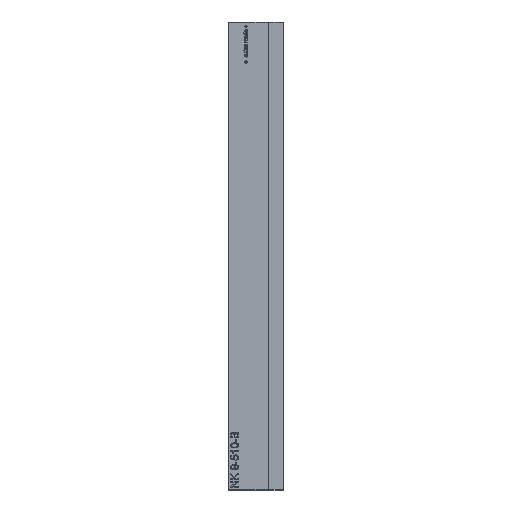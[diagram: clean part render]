
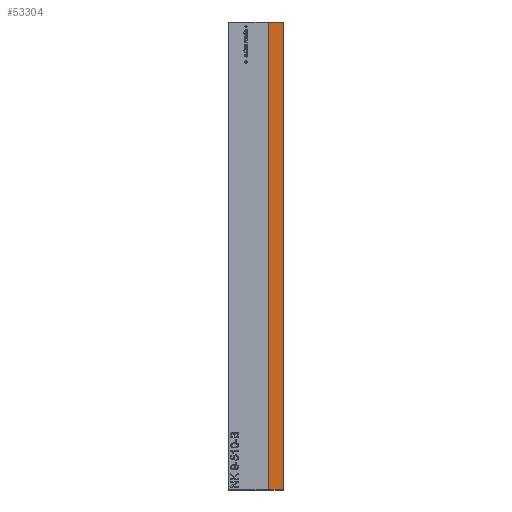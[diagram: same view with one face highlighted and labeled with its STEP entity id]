
A CAD part, left-side view. The second image highlights one B-rep face of the part: STEP entity #53304.
In plain terms, the highlighted planar face has unit normal (-1, 0, 0).
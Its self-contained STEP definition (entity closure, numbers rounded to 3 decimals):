
#53062 = EDGE_CURVE('',#53063,#53065,#53067,.T.);
#53063 = VERTEX_POINT('',#53064);
#53064 = CARTESIAN_POINT('',(-72.5,16.,0.3));
#53065 = VERTEX_POINT('',#53066);
#53066 = CARTESIAN_POINT('',(-72.5,16.,509.7));
#53067 = SURFACE_CURVE('',#53068,(#53072,#53084),.PCURVE_S1.);
#53068 = LINE('',#53069,#53070);
#53069 = CARTESIAN_POINT('',(-72.5,16.,0.));
#53070 = VECTOR('',#53071,1.);
#53071 = DIRECTION('',(0.,0.,1.));
#53072 = PCURVE('',#53073,#53078);
#53073 = PLANE('',#53074);
#53074 = AXIS2_PLACEMENT_3D('',#53075,#53076,#53077);
#53075 = CARTESIAN_POINT('',(-38.99,16.,0.));
#53076 = DIRECTION('',(0.,-1.,0.));
#53077 = DIRECTION('',(-1.,0.,0.));
#53078 = DEFINITIONAL_REPRESENTATION('',(#53079),#53083);
#53079 = LINE('',#53080,#53081);
#53080 = CARTESIAN_POINT('',(33.51,0.));
#53081 = VECTOR('',#53082,1.);
#53082 = DIRECTION('',(0.,-1.));
#53083 = ( GEOMETRIC_REPRESENTATION_CONTEXT(2) 
PARAMETRIC_REPRESENTATION_CONTEXT() REPRESENTATION_CONTEXT('2D SPACE',''
  ) );
#53084 = PCURVE('',#53085,#53090);
#53085 = PLANE('',#53086);
#53086 = AXIS2_PLACEMENT_3D('',#53087,#53088,#53089);
#53087 = CARTESIAN_POINT('',(-72.5,0.,0.));
#53088 = DIRECTION('',(-1.,0.,0.));
#53089 = DIRECTION('',(0.,1.,0.));
#53090 = DEFINITIONAL_REPRESENTATION('',(#53091),#53095);
#53091 = LINE('',#53092,#53093);
#53092 = CARTESIAN_POINT('',(16.,0.));
#53093 = VECTOR('',#53094,1.);
#53094 = DIRECTION('',(0.,-1.));
#53095 = ( GEOMETRIC_REPRESENTATION_CONTEXT(2) 
PARAMETRIC_REPRESENTATION_CONTEXT() REPRESENTATION_CONTEXT('2D SPACE',''
  ) );
#53113 = PLANE('',#53114);
#53114 = AXIS2_PLACEMENT_3D('',#53115,#53116,#53117);
#53115 = CARTESIAN_POINT('',(-72.35,0.,0.15));
#53116 = DIRECTION('',(0.707,0.,
    0.707));
#53117 = DIRECTION('',(0.,-1.,0.));
#53223 = PLANE('',#53224);
#53224 = AXIS2_PLACEMENT_3D('',#53225,#53226,#53227);
#53225 = CARTESIAN_POINT('',(-72.35,0.,509.85));
#53226 = DIRECTION('',(-0.707,0.,
    0.707));
#53227 = DIRECTION('',(0.,-1.,0.));
#53304 = ADVANCED_FACE('',(#53305),#53085,.T.);
#53305 = FACE_BOUND('',#53306,.T.);
#53306 = EDGE_LOOP('',(#53307,#53308,#53331,#53359));
#53307 = ORIENTED_EDGE('',*,*,#53062,.F.);
#53308 = ORIENTED_EDGE('',*,*,#53309,.F.);
#53309 = EDGE_CURVE('',#53310,#53063,#53312,.T.);
#53310 = VERTEX_POINT('',#53311);
#53311 = CARTESIAN_POINT('',(-72.5,0.3,0.3));
#53312 = SURFACE_CURVE('',#53313,(#53317,#53324),.PCURVE_S1.);
#53313 = LINE('',#53314,#53315);
#53314 = CARTESIAN_POINT('',(-72.5,0.,0.3));
#53315 = VECTOR('',#53316,1.);
#53316 = DIRECTION('',(0.,1.,0.));
#53317 = PCURVE('',#53085,#53318);
#53318 = DEFINITIONAL_REPRESENTATION('',(#53319),#53323);
#53319 = LINE('',#53320,#53321);
#53320 = CARTESIAN_POINT('',(0.,-0.3));
#53321 = VECTOR('',#53322,1.);
#53322 = DIRECTION('',(1.,0.));
#53323 = ( GEOMETRIC_REPRESENTATION_CONTEXT(2) 
PARAMETRIC_REPRESENTATION_CONTEXT() REPRESENTATION_CONTEXT('2D SPACE',''
  ) );
#53324 = PCURVE('',#53113,#53325);
#53325 = DEFINITIONAL_REPRESENTATION('',(#53326),#53330);
#53326 = LINE('',#53327,#53328);
#53327 = CARTESIAN_POINT('',(0.,-0.212));
#53328 = VECTOR('',#53329,1.);
#53329 = DIRECTION('',(-1.,0.));
#53330 = ( GEOMETRIC_REPRESENTATION_CONTEXT(2) 
PARAMETRIC_REPRESENTATION_CONTEXT() REPRESENTATION_CONTEXT('2D SPACE',''
  ) );
#53331 = ORIENTED_EDGE('',*,*,#53332,.T.);
#53332 = EDGE_CURVE('',#53310,#53333,#53335,.T.);
#53333 = VERTEX_POINT('',#53334);
#53334 = CARTESIAN_POINT('',(-72.5,0.3,509.7));
#53335 = SURFACE_CURVE('',#53336,(#53340,#53347),.PCURVE_S1.);
#53336 = LINE('',#53337,#53338);
#53337 = CARTESIAN_POINT('',(-72.5,0.3,0.));
#53338 = VECTOR('',#53339,1.);
#53339 = DIRECTION('',(0.,0.,1.));
#53340 = PCURVE('',#53085,#53341);
#53341 = DEFINITIONAL_REPRESENTATION('',(#53342),#53346);
#53342 = LINE('',#53343,#53344);
#53343 = CARTESIAN_POINT('',(0.3,0.));
#53344 = VECTOR('',#53345,1.);
#53345 = DIRECTION('',(0.,-1.));
#53346 = ( GEOMETRIC_REPRESENTATION_CONTEXT(2) 
PARAMETRIC_REPRESENTATION_CONTEXT() REPRESENTATION_CONTEXT('2D SPACE',''
  ) );
#53347 = PCURVE('',#53348,#53353);
#53348 = PLANE('',#53349);
#53349 = AXIS2_PLACEMENT_3D('',#53350,#53351,#53352);
#53350 = CARTESIAN_POINT('',(-72.35,0.15,0.));
#53351 = DIRECTION('',(0.707,0.707,
    0.));
#53352 = DIRECTION('',(0.,0.,1.));
#53353 = DEFINITIONAL_REPRESENTATION('',(#53354),#53358);
#53354 = LINE('',#53355,#53356);
#53355 = CARTESIAN_POINT('',(0.,-0.212));
#53356 = VECTOR('',#53357,1.);
#53357 = DIRECTION('',(1.,0.));
#53358 = ( GEOMETRIC_REPRESENTATION_CONTEXT(2) 
PARAMETRIC_REPRESENTATION_CONTEXT() REPRESENTATION_CONTEXT('2D SPACE',''
  ) );
#53359 = ORIENTED_EDGE('',*,*,#53360,.T.);
#53360 = EDGE_CURVE('',#53333,#53065,#53361,.T.);
#53361 = SURFACE_CURVE('',#53362,(#53366,#53373),.PCURVE_S1.);
#53362 = LINE('',#53363,#53364);
#53363 = CARTESIAN_POINT('',(-72.5,0.,509.7));
#53364 = VECTOR('',#53365,1.);
#53365 = DIRECTION('',(0.,1.,0.));
#53366 = PCURVE('',#53085,#53367);
#53367 = DEFINITIONAL_REPRESENTATION('',(#53368),#53372);
#53368 = LINE('',#53369,#53370);
#53369 = CARTESIAN_POINT('',(0.,-509.7));
#53370 = VECTOR('',#53371,1.);
#53371 = DIRECTION('',(1.,0.));
#53372 = ( GEOMETRIC_REPRESENTATION_CONTEXT(2) 
PARAMETRIC_REPRESENTATION_CONTEXT() REPRESENTATION_CONTEXT('2D SPACE',''
  ) );
#53373 = PCURVE('',#53223,#53374);
#53374 = DEFINITIONAL_REPRESENTATION('',(#53375),#53379);
#53375 = LINE('',#53376,#53377);
#53376 = CARTESIAN_POINT('',(0.,-0.212));
#53377 = VECTOR('',#53378,1.);
#53378 = DIRECTION('',(-1.,0.));
#53379 = ( GEOMETRIC_REPRESENTATION_CONTEXT(2) 
PARAMETRIC_REPRESENTATION_CONTEXT() REPRESENTATION_CONTEXT('2D SPACE',''
  ) );
